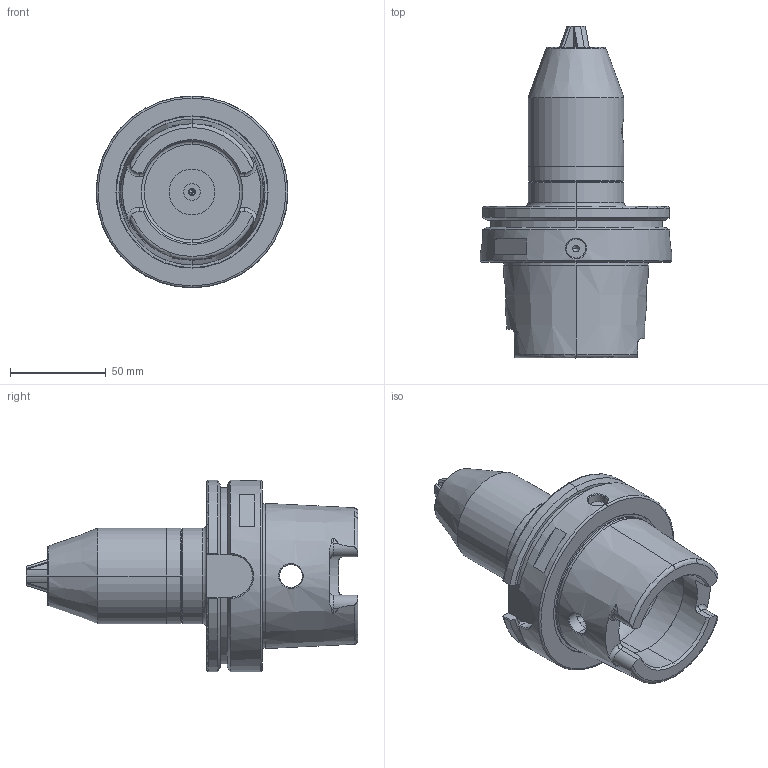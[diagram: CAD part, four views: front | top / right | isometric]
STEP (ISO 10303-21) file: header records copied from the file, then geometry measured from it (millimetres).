
FILE_DESCRIPTION (( 'STEP AP203' ), '1' );
FILE_NAME ('BA2HK10223101A.STEP', '2019-11-18T08:44:10', ( '' ), ( '' ), 'SwSTEP 2.0', 'SolidWorks 2017', '' );
FILE_SCHEMA (( 'CONFIG_CONTROL_DESIGN' ));
Length unit declared in the file: millimetre
Products named in the file (13): BB13313080001A; BB13313030001A; BB13313050001A-; BB13313090001A; BB13313060101A-; KR029096; BB13316040001A; BB13313010001A-; BB13313020101A; BA13313100001A; BB2HK22013D01A; BA2HK10223101A; SB018001
Assembly tree (14 placements, depth 3):
  BA2HK10223101A
    BB2HK22013D01A
    BA13313100001A
      BB13313010001A-
      BB13313020101A
      BB13316040001A
      BB13313090001A
      BB13313050001A-
      BB13313060101A-
      BB13313080001A
      SB018001
      KR029096
      BB13313030001A  x3
Bounding box: 100 x 173.21 x 100 mm (x, y, z)
Volume: 377892.9 mm3; surface area: 104217 mm2
Topology: 13 solids, 13 shells, 1076 faces, 2897 edges, 1842 vertices
Faces by surface type: cylinder 380, plane 327, cone 239, torus 108, bspline 22
Entity records: 48296 total; most frequent: CARTESIAN_POINT 23003, ORIENTED_EDGE 5510, DIRECTION 4479, EDGE_CURVE 2755, AXIS2_PLACEMENT_3D 1847, VERTEX_POINT 1764, EDGE_LOOP 1085, FACE_OUTER_BOUND 1028
